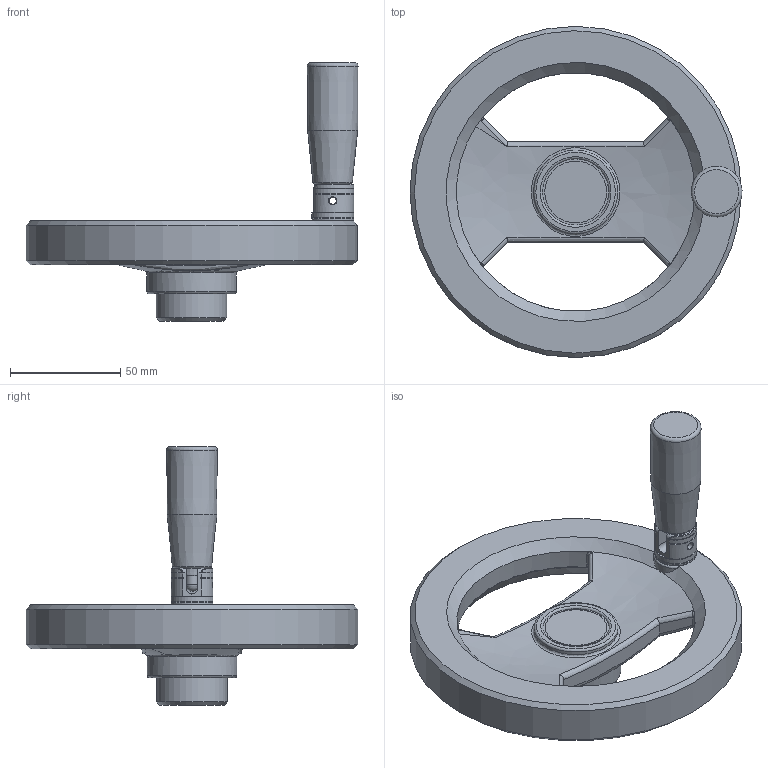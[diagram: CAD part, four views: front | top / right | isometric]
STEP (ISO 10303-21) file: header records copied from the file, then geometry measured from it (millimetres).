
FILE_DESCRIPTION( ( 'Unknown' ), '1' );
FILE_NAME( '6155005_VR2A_150-MR.stp', 'Unknown', ( 'Unknown' ), ( 'Unknown' ), 'PSStep 10.0', 'Unknown', ' ' );
FILE_SCHEMA( ( 'automotive_design' ) );
Length unit declared in the file: millimetre
Products named in the file (1): 1833029
Bounding box: 150.32 x 150 x 117.1 mm (x, y, z)
Volume: 259038.6 mm3; surface area: 55592.8 mm2
Topology: 1 solids, 3 shells, 182 faces, 463 edges, 289 vertices
Faces by surface type: plane 65, cylinder 45, bspline 30, cone 22, torus 18, sphere 2
Full cylindrical faces by diameter (mm): 2.5 x1, 3.25 x2, 3.5 x1, 5 x1, 6 x2, 6.1 x1, 6.4 x2, 6.5 x1, 8.2 x1, 8.31 x1, 8.376 x1, 9 x1, 9.9 x1, 10 x1, 10.7 x1, 12 x1, 12.15 x1, 19 x2, 28 x2, 32 x1, 38 x1, 40.6 x1, 150 x1
Entity records: 10468 total; most frequent: CARTESIAN_POINT 5356, ORIENTED_EDGE 714, DIRECTION 706, EDGE_CURVE 357, AXIS2_PLACEMENT_3D 304, EDGE_LOOP 262, VERTEX_POINT 250, FACE_OUTER_BOUND 225
